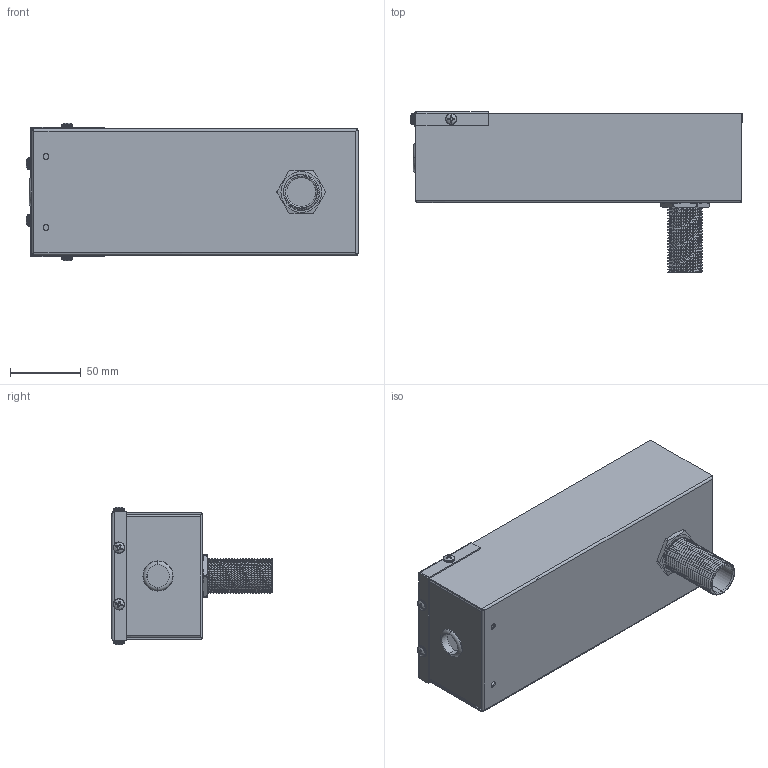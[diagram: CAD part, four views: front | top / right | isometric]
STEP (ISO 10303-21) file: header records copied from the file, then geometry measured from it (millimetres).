
FILE_DESCRIPTION (( 'STEP AP214' ), '1' );
FILE_NAME ('FLLE2001ASRW2.STEP', '2021-05-04T13:39:01', ( '' ), ( '' ), 'SwSTEP 2.0', 'SolidWorks 2021', '' );
FILE_SCHEMA (( 'AUTOMOTIVE_DESIGN' ));
Length unit declared in the file: millimetre
Products named in the file (10): GEH0414; KLM0145; GEH0414_Lid2; KLM0146; FLLE2001ASRW2; GEH0414_Lid1; MRX M4x6_92000A216; GEH0414_Bulkhead; GEH0414_Case; DUR0018
Assembly tree (12 placements, depth 3):
  FLLE2001ASRW2
    GEH0414
      GEH0414_Case
      GEH0414_Bulkhead
      GEH0414_Lid1
      GEH0414_Lid2
    KLM0145
    KLM0146
    DUR0018
    MRX M4x6_92000A216  x4
Bounding box: 234.11 x 113 x 97.22 mm (x, y, z)
Volume: 99821.4 mm3; surface area: 198676.8 mm2
Topology: 11 solids, 11 shells, 663 faces, 1735 edges, 1099 vertices
Faces by surface type: cylinder 314, plane 232, bspline 43, cone 42, torus 24, sphere 8
Entity records: 21736 total; most frequent: CARTESIAN_POINT 11687, ORIENTED_EDGE 2078, DIRECTION 1672, EDGE_CURVE 1039, VERTEX_POINT 640, AXIS2_PLACEMENT_3D 580, VECTOR 512, LINE 512
